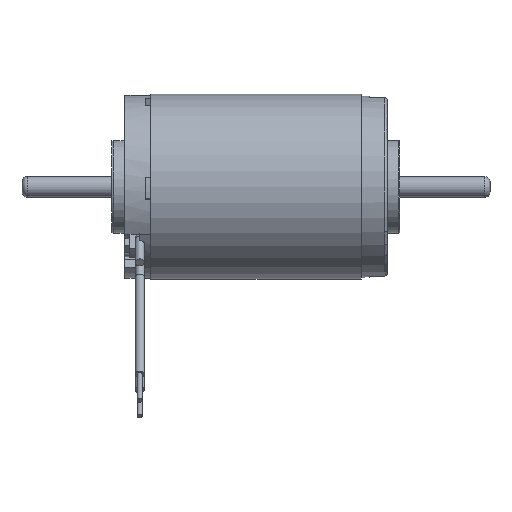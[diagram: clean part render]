
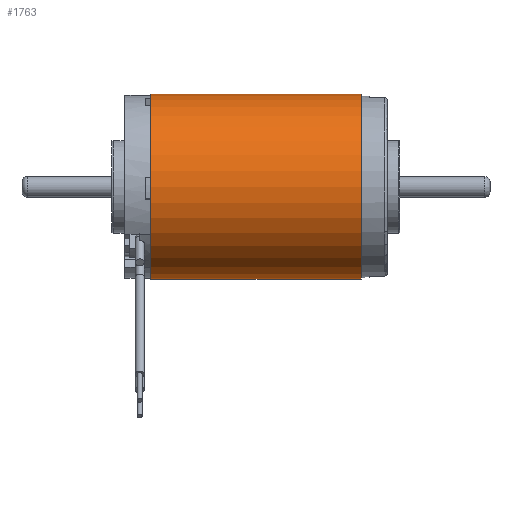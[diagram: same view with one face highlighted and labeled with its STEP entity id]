
A CAD part, front view. The second image highlights one B-rep face of the part: STEP entity #1763.
In plain terms, the highlighted cylindrical face has radius 18 mm (diameter 36 mm), a full revolution.
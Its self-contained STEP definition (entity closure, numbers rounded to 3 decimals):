
#1196=FACE_BOUND('',#2925,.T.);
#1197=FACE_BOUND('',#2926,.T.);
#1763=ADVANCED_FACE('',(#1196,#1197),#2196,.T.);
#2196=CYLINDRICAL_SURFACE('',#10016,18.);
#2925=EDGE_LOOP('',(#4441));
#2926=EDGE_LOOP('',(#4442));
#3551=CIRCLE('',#10012,18.);
#3553=CIRCLE('',#10015,18.);
#4441=ORIENTED_EDGE('',*,*,#7447,.T.);
#4442=ORIENTED_EDGE('',*,*,#7445,.F.);
#6377=VERTEX_POINT('',#14099);
#6379=VERTEX_POINT('',#14104);
#7445=EDGE_CURVE('',#6377,#6377,#3551,.T.);
#7447=EDGE_CURVE('',#6379,#6379,#3553,.T.);
#10012=AXIS2_PLACEMENT_3D('',#14098,#11419,#11420);
#10015=AXIS2_PLACEMENT_3D('',#14103,#11425,#11426);
#10016=AXIS2_PLACEMENT_3D('',#14105,#11427,#11428);
#11419=DIRECTION('',(1.,0.,0.));
#11420=DIRECTION('',(0.,-1.,0.));
#11425=DIRECTION('',(1.,0.,0.));
#11426=DIRECTION('',(0.,-1.,0.));
#11427=DIRECTION('',(1.,0.,0.));
#11428=DIRECTION('',(0.,-1.,0.));
#14098=CARTESIAN_POINT('',(-3.004,0.,0.));
#14099=CARTESIAN_POINT('',(-3.004,-18.,0.));
#14103=CARTESIAN_POINT('',(-44.004,0.,0.));
#14104=CARTESIAN_POINT('',(-44.004,-18.,0.));
#14105=CARTESIAN_POINT('',(-23.504,0.,0.));
